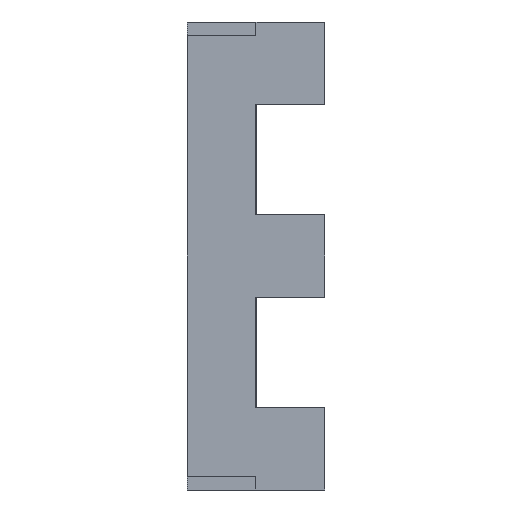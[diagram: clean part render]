
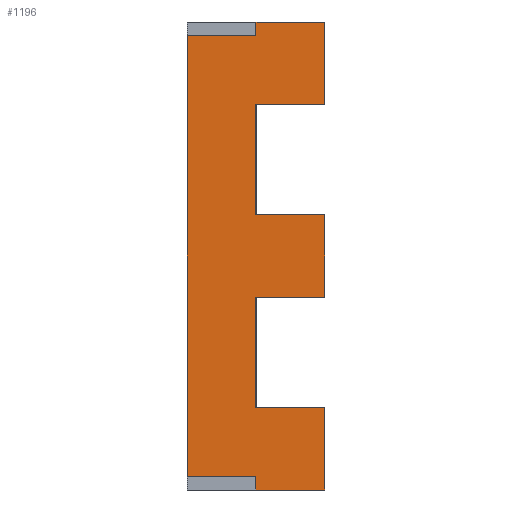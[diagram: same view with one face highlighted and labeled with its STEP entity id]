
A CAD part, left-side view. The second image highlights one B-rep face of the part: STEP entity #1196.
In plain terms, the highlighted planar face has unit normal (-1, 0, 0).
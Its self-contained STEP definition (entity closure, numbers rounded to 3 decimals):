
#588=CARTESIAN_POINT('POINT42',(-205.775,-69.85,
   -9.652));
#589=VERTEX_POINT('VERTEX42',#588);
#596=CARTESIAN_POINT('POINT43',(-205.775,-38.1,
   -9.652));
#597=VERTEX_POINT('VERTEX43',#596);
#598=CARTESIAN_POINT('POS75',(-205.775,-69.85,
   -9.652));
#599=DIRECTION('DIR99',(0.,1.,0.));
#600=VECTOR('VEC51',#599,1.);
#601=LINE('STRAIGHT51',#598,#600);
#602=EDGE_CURVE('EDGE59',#589,#597,#601,.T.);
#638=CARTESIAN_POINT('POINT44',(-205.775,-38.1,-60.706));
#639=VERTEX_POINT('VERTEX44',#638);
#648=CARTESIAN_POINT('POS82',(-205.775,-38.1,-60.706));
#649=DIRECTION('DIR107',(0.,0.,1.));
#650=VECTOR('VEC57',#649,1.);
#651=LINE('STRAIGHT57',#648,#650);
#652=EDGE_CURVE('EDGE65',#639,#597,#651,.T.);
#667=CARTESIAN_POINT('POINT45',(-205.775,-69.85,-60.706))
   ;
#668=VERTEX_POINT('VERTEX45',#667);
#669=CARTESIAN_POINT('POS84',(-205.775,-69.85,-60.706));
#670=DIRECTION('DIR110',(0.,1.,0.));
#671=VECTOR('VEC58',#670,1.);
#672=LINE('STRAIGHT58',#669,#671);
#673=EDGE_CURVE('EDGE66',#668,#639,#672,.T.);
#706=CARTESIAN_POINT('POINT48',(-205.775,-69.85,-98.806))
   ;
#707=VERTEX_POINT('VERTEX48',#706);
#708=CARTESIAN_POINT('POS89',(-205.775,-69.85,-60.706));
#709=DIRECTION('DIR116',(0.,0.,-1.));
#710=VECTOR('VEC62',#709,1.);
#711=LINE('STRAIGHT62',#708,#710);
#712=EDGE_CURVE('EDGE70',#668,#707,#711,.T.);
#729=CARTESIAN_POINT('POINT49',(-205.775,-38.1,-98.806));
#730=VERTEX_POINT('VERTEX49',#729);
#731=CARTESIAN_POINT('POS92',(-205.775,-69.85,-98.806));
#732=DIRECTION('DIR120',(0.,1.,0.));
#733=VECTOR('VEC64',#732,1.);
#734=LINE('STRAIGHT64',#731,#733);
#735=EDGE_CURVE('EDGE72',#707,#730,#734,.T.);
#761=CARTESIAN_POINT('POINT50',(-205.775,-38.1,-149.86));
#762=VERTEX_POINT('VERTEX50',#761);
#771=CARTESIAN_POINT('POS97',(-205.775,-38.1,-149.86));
#772=DIRECTION('DIR126',(0.,0.,1.));
#773=VECTOR('VEC68',#772,1.);
#774=LINE('STRAIGHT68',#771,#773);
#775=EDGE_CURVE('EDGE76',#762,#730,#774,.T.);
#800=CARTESIAN_POINT('POINT51',(-205.775,-69.85,-149.86))
   ;
#801=VERTEX_POINT('VERTEX51',#800);
#802=CARTESIAN_POINT('POS101',(-205.775,-69.85,-149.86));
#803=DIRECTION('DIR131',(0.,1.,0.));
#804=VECTOR('VEC71',#803,1.);
#805=LINE('STRAIGHT71',#802,#804);
#806=EDGE_CURVE('EDGE79',#801,#762,#805,.T.);
#830=CARTESIAN_POINT('POINT53',(-205.775,-69.85,-187.96))
   ;
#831=VERTEX_POINT('VERTEX53',#830);
#832=CARTESIAN_POINT('POS105',(-205.775,-69.85,-149.86));
#833=DIRECTION('DIR136',(0.,0.,-1.));
#834=VECTOR('VEC74',#833,1.);
#835=LINE('STRAIGHT74',#832,#834);
#836=EDGE_CURVE('EDGE82',#801,#831,#835,.T.);
#886=CARTESIAN_POINT('POINT58',(-205.775,-38.1,-187.96));
#887=VERTEX_POINT('VERTEX58',#886);
#888=CARTESIAN_POINT('POS112',(-205.775,-69.85,-187.96));
#889=DIRECTION('DIR144',(0.,1.,0.));
#890=VECTOR('VEC80',#889,1.);
#891=LINE('STRAIGHT80',#888,#890);
#892=EDGE_CURVE('EDGE88',#831,#887,#891,.T.);
#908=CARTESIAN_POINT('POINT59',(-205.775,-38.1,-181.61));
#909=VERTEX_POINT('VERTEX59',#908);
#910=CARTESIAN_POINT('POS115',(-205.775,-38.1,-187.96));
#911=DIRECTION('DIR148',(0.,0.,1.));
#912=VECTOR('VEC82',#911,1.);
#913=LINE('STRAIGHT82',#910,#912);
#914=EDGE_CURVE('EDGE90',#887,#909,#913,.T.);
#943=CARTESIAN_POINT('POINT60',(-205.775,-6.35,
   -181.61));
#944=VERTEX_POINT('VERTEX60',#943);
#953=CARTESIAN_POINT('POS120',(-205.775,-6.35,
   -181.61));
#954=DIRECTION('DIR154',(0.,-1.,0.));
#955=VECTOR('VEC86',#954,1.);
#956=LINE('STRAIGHT86',#953,#955);
#957=EDGE_CURVE('EDGE94',#944,#909,#956,.T.);
#969=CARTESIAN_POINT('POINT61',(-205.775,-6.35,22.098));
#970=VERTEX_POINT('VERTEX61',#969);
#971=CARTESIAN_POINT('POS122',(-205.775,-6.35,22.098));
#972=DIRECTION('DIR157',(0.,0.,-1.));
#973=VECTOR('VEC87',#972,1.);
#974=LINE('STRAIGHT87',#971,#973);
#975=EDGE_CURVE('EDGE95',#970,#944,#974,.T.);
#991=CARTESIAN_POINT('POINT62',(-205.775,-38.1,22.098));
#992=VERTEX_POINT('VERTEX62',#991);
#1001=CARTESIAN_POINT('POS126',(-205.775,-6.35,
   22.098));
#1002=DIRECTION('DIR162',(0.,-1.,0.));
#1003=VECTOR('VEC90',#1002,1.);
#1004=LINE('STRAIGHT90',#1001,#1003);
#1005=EDGE_CURVE('EDGE98',#970,#992,#1004,.T.);
#1018=CARTESIAN_POINT('POINT63',(-205.775,-38.1,28.448));
#1019=VERTEX_POINT('VERTEX63',#1018);
#1020=CARTESIAN_POINT('POS128',(-205.775,-38.1,28.448));
#1021=DIRECTION('DIR165',(0.,0.,-1.));
#1022=VECTOR('VEC91',#1021,1.);
#1023=LINE('STRAIGHT91',#1020,#1022);
#1024=EDGE_CURVE('EDGE99',#1019,#992,#1023,.T.);
#1145=CARTESIAN_POINT('POINT68',(-205.775,-69.85,28.448))
   ;
#1146=VERTEX_POINT('VERTEX68',#1145);
#1153=CARTESIAN_POINT('POS142',(-205.775,-69.85,28.448));
#1154=DIRECTION('DIR183',(0.,0.,-1.));
#1155=VECTOR('VEC101',#1154,1.);
#1156=LINE('STRAIGHT101',#1153,#1155);
#1157=EDGE_CURVE('EDGE109',#1146,#589,#1156,.T.);
#1168=ORIENTED_EDGE('COEDGE199',*,*,#1005,.F.);
#1169=ORIENTED_EDGE('COEDGE200',*,*,#975,.T.);
#1170=ORIENTED_EDGE('COEDGE201',*,*,#957,.T.);
#1171=ORIENTED_EDGE('COEDGE202',*,*,#914,.F.);
#1172=ORIENTED_EDGE('COEDGE203',*,*,#892,.F.);
#1173=ORIENTED_EDGE('COEDGE204',*,*,#836,.F.);
#1174=ORIENTED_EDGE('COEDGE205',*,*,#806,.T.);
#1175=ORIENTED_EDGE('COEDGE206',*,*,#775,.T.);
#1176=ORIENTED_EDGE('COEDGE207',*,*,#735,.F.);
#1177=ORIENTED_EDGE('COEDGE208',*,*,#712,.F.);
#1178=ORIENTED_EDGE('COEDGE209',*,*,#673,.T.);
#1179=ORIENTED_EDGE('COEDGE210',*,*,#652,.T.);
#1180=ORIENTED_EDGE('COEDGE211',*,*,#602,.F.);
#1181=ORIENTED_EDGE('COEDGE212',*,*,#1157,.F.);
#1182=CARTESIAN_POINT('POS144',(-205.775,-69.85,28.448));
#1183=DIRECTION('DIR186',(0.,1.,0.));
#1184=VECTOR('VEC102',#1183,1.);
#1185=LINE('STRAIGHT102',#1182,#1184);
#1186=EDGE_CURVE('EDGE110',#1146,#1019,#1185,.T.);
#1187=ORIENTED_EDGE('COEDGE213',*,*,#1186,.T.);
#1188=ORIENTED_EDGE('COEDGE214',*,*,#1024,.T.);
#1189=EDGE_LOOP('NONE',(#1168,#1169,#1170,#1171,#1172,#1173,#1174,#1175,
   #1176,#1177,#1178,#1179,#1180,#1181,#1187,#1188));
#1190=FACE_BOUND('LOOP1',#1189,.T.);
#1191=CARTESIAN_POINT('POS145',(-205.775,-69.85,28.448));
#1192=DIRECTION('DIR187',(-1.,0.,0.));
#1193=DIRECTION('DIR188',(0.,1.,0.));
#1194=AXIS2_PLACEMENT_3D('AXIS43',#1191,#1192,#1193);
#1195=PLANE('PLANE31',#1194);
#1196=ADVANCED_FACE('FACE35',(#1190),#1195,.T.);
